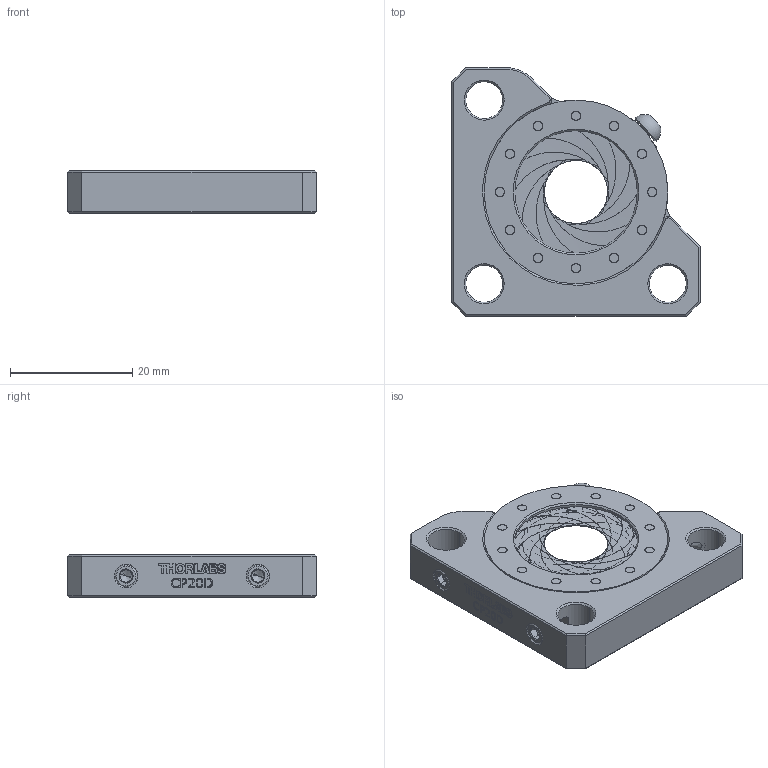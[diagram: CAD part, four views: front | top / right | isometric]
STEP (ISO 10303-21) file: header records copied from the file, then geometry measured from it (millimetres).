
FILE_DESCRIPTION (( 'STEP AP214' ), '1' );
FILE_NAME ('TTN223073-E0W.STEP', '2021-10-18T15:15:35', ( '' ), ( '' ), 'SwSTEP 2.0', 'SolidWorks 2018', '' );
FILE_SCHEMA (( 'AUTOMOTIVE_DESIGN' ));
Length unit declared in the file: inch
Products named in the file (1): TTN223073-E0W
Bounding box: 40.64 x 40.64 x 7.04 mm (x, y, z)
Volume: 5663.5 mm3; surface area: 9523.1 mm2
Topology: 43 solids, 43 shells, 830 faces, 1925 edges, 1202 vertices
Faces by surface type: plane 374, cylinder 216, bspline 157, cone 79, sphere 2, torus 2
Entity records: 39512 total; most frequent: CARTESIAN_POINT 9933, ORIENTED_EDGE 3838, DIRECTION 3524, EDGE_CURVE 1919, AXIS2_PLACEMENT_3D 1271, VERTEX_POINT 1202, VECTOR 982, LINE 982
